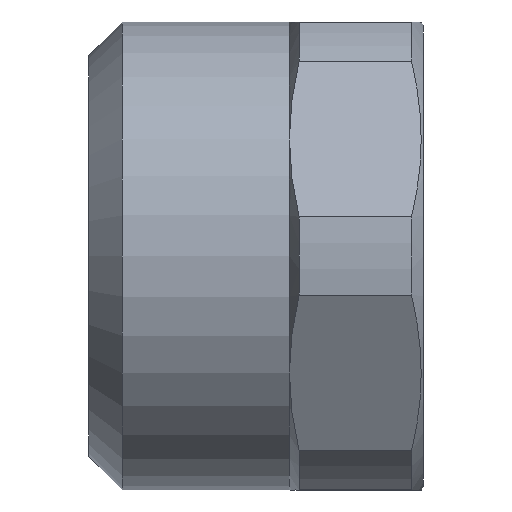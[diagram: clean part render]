
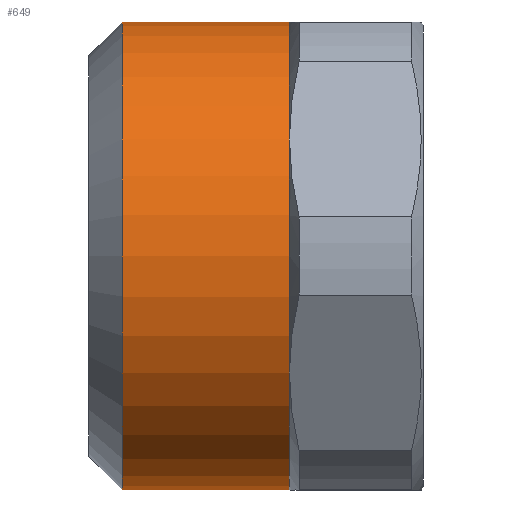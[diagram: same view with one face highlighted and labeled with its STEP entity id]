
A CAD part, left-side view. The second image highlights one B-rep face of the part: STEP entity #649.
In plain terms, the highlighted cylindrical face has radius 7 mm (diameter 14 mm), a partial arc.
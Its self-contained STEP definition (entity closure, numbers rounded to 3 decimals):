
#45 = VERTEX_POINT ( 'NONE', #318 ) ;
#46 = VERTEX_POINT ( 'NONE', #319 ) ;
#74 = EDGE_LOOP ( 'NONE', ( #896, #897, #894, #920, #898, #921 ) ) ;
#99 = CARTESIAN_POINT ( 'NONE',  ( 0., 4., 0. ) ) ;
#100 = DIRECTION ( 'NONE',  ( 0., -1., 0. ) ) ;
#101 = DIRECTION ( 'NONE',  ( 0., 0., -1. ) ) ;
#110 = CARTESIAN_POINT ( 'NONE',  ( 0., 4., 0. ) ) ;
#111 = DIRECTION ( 'NONE',  ( 0., -1., 0. ) ) ;
#112 = DIRECTION ( 'NONE',  ( 0., 0., -1. ) ) ;
#136 = CARTESIAN_POINT ( 'NONE',  ( 0., -3.213, 0. ) ) ;
#137 = DIRECTION ( 'NONE',  ( 0., -1., 0. ) ) ;
#138 = DIRECTION ( 'NONE',  ( 0., 0., -1. ) ) ;
#262 = CARTESIAN_POINT ( 'NONE',  ( 0., 4., -7. ) ) ;
#265 = CARTESIAN_POINT ( 'NONE',  ( 0., 4., 7. ) ) ;
#266 = CARTESIAN_POINT ( 'NONE',  ( 0., 9., -7. ) ) ;
#267 = CARTESIAN_POINT ( 'NONE',  ( 0., 9., 7. ) ) ;
#318 = CARTESIAN_POINT ( 'NONE',  ( -6.062, 4., 3.5 ) ) ;
#319 = CARTESIAN_POINT ( 'NONE',  ( -6.062, 4., -3.5 ) ) ;
#375 = CARTESIAN_POINT ( 'NONE',  ( 0., -3.213, -7. ) ) ;
#376 = DIRECTION ( 'NONE',  ( 0., -1., 0. ) ) ;
#386 = CARTESIAN_POINT ( 'NONE',  ( 0., -3.213, 7. ) ) ;
#387 = DIRECTION ( 'NONE',  ( 0., -1., 0. ) ) ;
#419 = CARTESIAN_POINT ( 'NONE',  ( 0., 4., 0. ) ) ;
#420 = DIRECTION ( 'NONE',  ( 0., -1., 0. ) ) ;
#421 = DIRECTION ( 'NONE',  ( 0., 0., -1. ) ) ;
#507 = CARTESIAN_POINT ( 'NONE',  ( 0., 9., 0. ) ) ;
#508 = DIRECTION ( 'NONE',  ( 0., -1., 0. ) ) ;
#509 = DIRECTION ( 'NONE',  ( 0., 0., -1. ) ) ;
#578 = EDGE_CURVE ( 'NONE', #1037, #1033, #1050, .T. ) ;
#582 = EDGE_CURVE ( 'NONE', #1038, #1036, #1051, .T. ) ;
#594 = EDGE_CURVE ( 'NONE', #46, #1033, #683, .T. ) ;
#623 = EDGE_CURVE ( 'NONE', #1038, #1037, #739, .T. ) ;
#639 = EDGE_CURVE ( 'NONE', #1036, #45, #763, .T. ) ;
#642 = EDGE_CURVE ( 'NONE', #45, #46, #761, .T. ) ;
#649 = ADVANCED_FACE ( 'NONE', ( #1079 ), #1080, .T. ) ;
#683 = CIRCLE ( 'NONE', #688, 7. ) ;
#688 = AXIS2_PLACEMENT_3D ( 'NONE', #419, #420, #421 ) ;
#739 = CIRCLE ( 'NONE', #746, 7. ) ;
#746 = AXIS2_PLACEMENT_3D ( 'NONE', #507, #508, #509 ) ;
#761 = CIRCLE ( 'NONE', #766, 7. ) ;
#763 = CIRCLE ( 'NONE', #764, 7. ) ;
#764 = AXIS2_PLACEMENT_3D ( 'NONE', #99, #100, #101 ) ;
#766 = AXIS2_PLACEMENT_3D ( 'NONE', #110, #111, #112 ) ;
#771 = AXIS2_PLACEMENT_3D ( 'NONE', #136, #137, #138 ) ;
#842 = VECTOR ( 'NONE', #387, 1000. ) ;
#894 = ORIENTED_EDGE ( 'NONE', *, *, #578, .T. ) ;
#896 = ORIENTED_EDGE ( 'NONE', *, *, #582, .F. ) ;
#897 = ORIENTED_EDGE ( 'NONE', *, *, #623, .T. ) ;
#898 = ORIENTED_EDGE ( 'NONE', *, *, #642, .F. ) ;
#920 = ORIENTED_EDGE ( 'NONE', *, *, #594, .F. ) ;
#921 = ORIENTED_EDGE ( 'NONE', *, *, #639, .F. ) ;
#1033 = VERTEX_POINT ( 'NONE', #262 ) ;
#1036 = VERTEX_POINT ( 'NONE', #265 ) ;
#1037 = VERTEX_POINT ( 'NONE', #266 ) ;
#1038 = VERTEX_POINT ( 'NONE', #267 ) ;
#1050 = LINE ( 'NONE', #375, #1168 ) ;
#1051 = LINE ( 'NONE', #386, #842 ) ;
#1079 = FACE_OUTER_BOUND ( 'NONE', #74, .T. ) ;
#1080 = CYLINDRICAL_SURFACE ( 'NONE', #771, 7. ) ;
#1168 = VECTOR ( 'NONE', #376, 1000. ) ;
